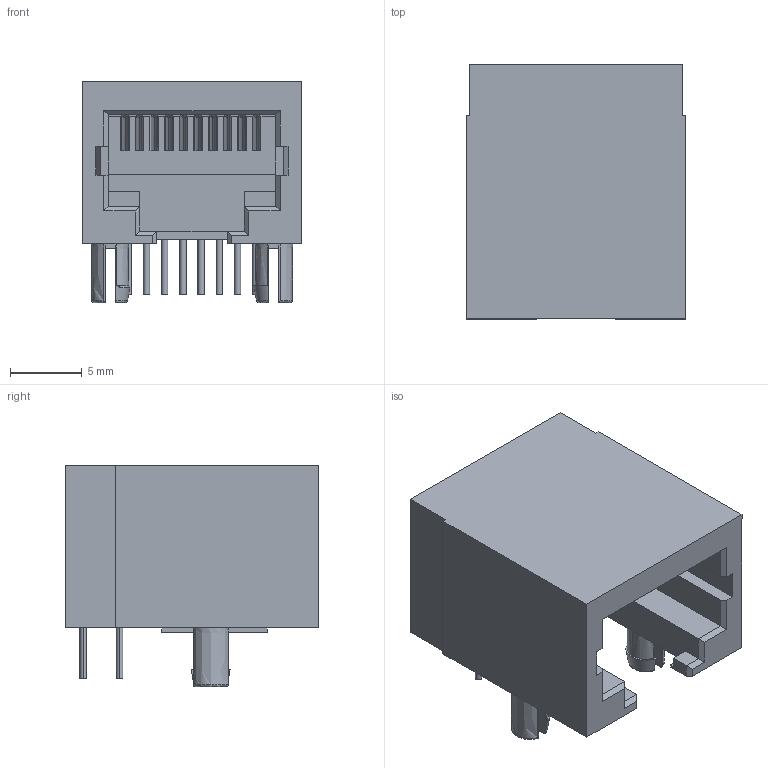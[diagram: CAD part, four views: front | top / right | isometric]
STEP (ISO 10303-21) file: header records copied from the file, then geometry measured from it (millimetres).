
FILE_DESCRIPTION (( 'STEP AP214' ), '1' );
FILE_NAME ('CTHB101-1009B001A1SB.STEP', '2025-01-22T03:30:57', ( '' ), ( '' ), 'SwSTEP 2.0', 'SolidWorks 2021', '' );
FILE_SCHEMA (( 'AUTOMOTIVE_DESIGN' ));
Length unit declared in the file: millimetre
Products named in the file (1): CTHB101-1009B001A1SB
Bounding box: 15.3 x 17.7 x 15.45 mm (x, y, z)
Surface area: 3647 mm2 (no closed solid volume)
Topology: 0 solids, 20 shells, 588 faces, 1646 edges, 1086 vertices
Faces by surface type: bspline 588
Entity records: 26778 total; most frequent: CARTESIAN_POINT 10411, ORIENTED_EDGE 3288, EDGE_CURVE 1646, B_SPLINE_CURVE_WITH_KNOTS 1193, VERTEX_POINT 1086, UNCERTAINTY_MEASURE_WITH_UNIT 608, SURFACE_STYLE_USAGE 607, STYLED_ITEM 607
